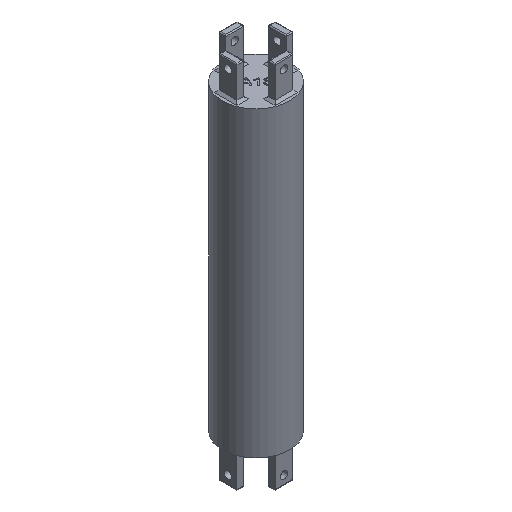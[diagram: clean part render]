
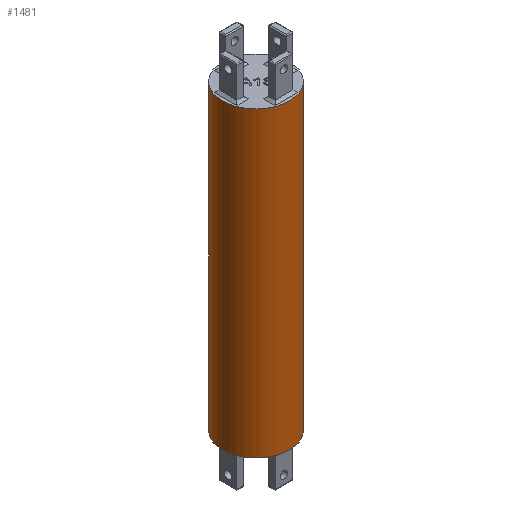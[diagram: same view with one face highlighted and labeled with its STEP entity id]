
A CAD part, isometric view. The second image highlights one B-rep face of the part: STEP entity #1481.
In plain terms, the highlighted cylindrical face has radius 15 mm (diameter 30 mm), a full revolution.
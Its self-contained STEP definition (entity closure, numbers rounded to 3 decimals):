
#168=CARTESIAN_POINT('',(15.,0.,-1.));
#169=VERTEX_POINT('',#168);
#170=CARTESIAN_POINT('',(-15.,-0.,-1.));
#171=VERTEX_POINT('',#170);
#172=CARTESIAN_POINT('',(0.,0.,-1.));
#173=DIRECTION('',(0.,0.,-1.));
#174=DIRECTION('',(1.,0.,0.));
#175=AXIS2_PLACEMENT_3D('',#172,#173,#174);
#176=CIRCLE('',#175,15.);
#177=EDGE_CURVE('',#169,#171,#176,.T.);
#179=CARTESIAN_POINT('',(0.,0.,-1.));
#180=DIRECTION('',(0.,0.,-1.));
#181=DIRECTION('',(1.,0.,0.));
#182=AXIS2_PLACEMENT_3D('',#179,#180,#181);
#183=CIRCLE('',#182,15.);
#184=EDGE_CURVE('',#171,#169,#183,.T.);
#886=CARTESIAN_POINT('',(15.,-0.,134.));
#887=VERTEX_POINT('',#886);
#888=CARTESIAN_POINT('',(-15.,0.,134.));
#889=VERTEX_POINT('',#888);
#890=CARTESIAN_POINT('',(0.,0.,134.));
#891=DIRECTION('',(0.,0.,1.));
#892=DIRECTION('',(1.,0.,-0.));
#893=AXIS2_PLACEMENT_3D('',#890,#891,#892);
#894=CIRCLE('',#893,15.);
#895=EDGE_CURVE('',#887,#889,#894,.T.);
#897=CARTESIAN_POINT('',(0.,0.,134.));
#898=DIRECTION('',(0.,0.,1.));
#899=DIRECTION('',(1.,0.,-0.));
#900=AXIS2_PLACEMENT_3D('',#897,#898,#899);
#901=CIRCLE('',#900,15.);
#902=EDGE_CURVE('',#889,#887,#901,.T.);
#1463=CARTESIAN_POINT('',(0.,0.,-1.));
#1464=DIRECTION('',(0.,0.,1.));
#1465=DIRECTION('',(-1.,0.,0.));
#1466=AXIS2_PLACEMENT_3D('',#1463,#1464,#1465);
#1467=CYLINDRICAL_SURFACE('',#1466,15.);
#1468=CARTESIAN_POINT('',(-15.,0.,134.));
#1469=DIRECTION('',(-0.,-0.,-1.));
#1470=VECTOR('',#1469,135.);
#1471=LINE('',#1468,#1470);
#1472=EDGE_CURVE('',#889,#171,#1471,.T.);
#1473=ORIENTED_EDGE('',*,*,#1472,.T.);
#1474=ORIENTED_EDGE('',*,*,#177,.F.);
#1475=ORIENTED_EDGE('',*,*,#184,.F.);
#1476=ORIENTED_EDGE('',*,*,#1472,.F.);
#1477=ORIENTED_EDGE('',*,*,#895,.F.);
#1478=ORIENTED_EDGE('',*,*,#902,.F.);
#1479=EDGE_LOOP('',(#1473,#1474,#1475,#1476,#1477,#1478));
#1480=FACE_BOUND('',#1479,.T.);
#1481=ADVANCED_FACE('',(#1480),#1467,.T.);
